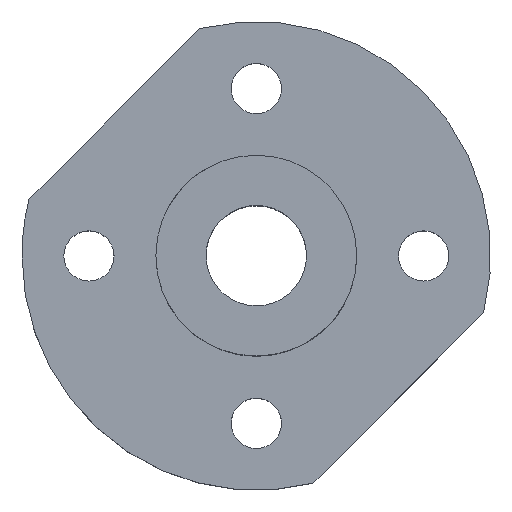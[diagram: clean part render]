
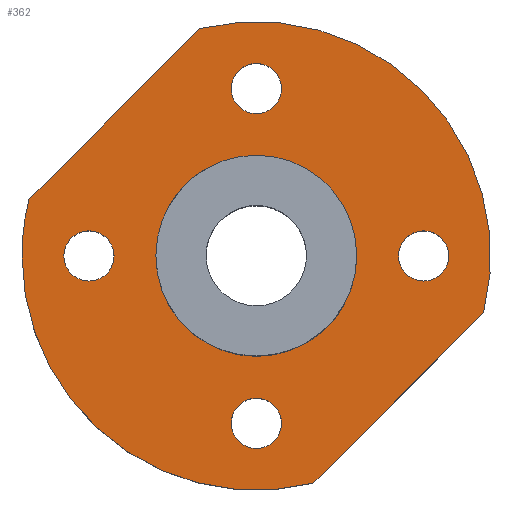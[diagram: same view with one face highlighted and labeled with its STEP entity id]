
A CAD part, top view. The second image highlights one B-rep face of the part: STEP entity #362.
In plain terms, the highlighted planar face has unit normal (0, 0, 1).
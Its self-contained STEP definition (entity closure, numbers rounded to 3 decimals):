
#11 = CARTESIAN_POINT ( 'NONE',  ( 0., -10., 6. ) ) ;
#18 = ORIENTED_EDGE ( 'NONE', *, *, #361, .T. ) ;
#26 = CARTESIAN_POINT ( 'NONE',  ( 13.584, -3.386, 6. ) ) ;
#32 = CARTESIAN_POINT ( 'NONE',  ( 6., 0., 6. ) ) ;
#36 = EDGE_LOOP ( 'NONE', ( #652, #468 ) ) ;
#60 = AXIS2_PLACEMENT_3D ( 'NONE', #527, #293, #142 ) ;
#76 = AXIS2_PLACEMENT_3D ( 'NONE', #180, #554, #401 ) ;
#86 = DIRECTION ( 'NONE',  ( 1., 0., 0. ) ) ;
#87 = ORIENTED_EDGE ( 'NONE', *, *, #388, .F. ) ;
#101 = VECTOR ( 'NONE', #594, 1000. ) ;
#103 = CARTESIAN_POINT ( 'NONE',  ( 0., 0., 6. ) ) ;
#108 = DIRECTION ( 'NONE',  ( 0., 0., 1. ) ) ;
#113 = ORIENTED_EDGE ( 'NONE', *, *, #373, .F. ) ;
#132 = CARTESIAN_POINT ( 'NONE',  ( 0., 10., 6. ) ) ;
#140 = CARTESIAN_POINT ( 'NONE',  ( 1.5, 10., 6. ) ) ;
#142 = DIRECTION ( 'NONE',  ( 0., 1., 0. ) ) ;
#150 = ORIENTED_EDGE ( 'NONE', *, *, #320, .F. ) ;
#161 = VERTEX_POINT ( 'NONE', #909 ) ;
#171 = EDGE_CURVE ( 'NONE', #1014, #316, #583, .T. ) ;
#180 = CARTESIAN_POINT ( 'NONE',  ( 0., 0., 6. ) ) ;
#183 = ORIENTED_EDGE ( 'NONE', *, *, #981, .F. ) ;
#187 = CARTESIAN_POINT ( 'NONE',  ( -6., 0., 6. ) ) ;
#195 = AXIS2_PLACEMENT_3D ( 'NONE', #290, #437, #208 ) ;
#206 = CARTESIAN_POINT ( 'NONE',  ( -1.5, -10., 6. ) ) ;
#208 = DIRECTION ( 'NONE',  ( -1., 0., 0. ) ) ;
#211 = CIRCLE ( 'NONE', #1013, 14. ) ;
#226 = DIRECTION ( 'NONE',  ( 0.707, 0.707, 0. ) ) ;
#239 = CIRCLE ( 'NONE', #456, 1.5 ) ;
#248 = VERTEX_POINT ( 'NONE', #140 ) ;
#266 = DIRECTION ( 'NONE',  ( 0., 0., 1. ) ) ;
#268 = AXIS2_PLACEMENT_3D ( 'NONE', #103, #558, #86 ) ;
#272 = CARTESIAN_POINT ( 'NONE',  ( -1.5, 10., 6. ) ) ;
#280 = CARTESIAN_POINT ( 'NONE',  ( 0., 0., 6. ) ) ;
#283 = CIRCLE ( 'NONE', #309, 6. ) ;
#284 = EDGE_CURVE ( 'NONE', #1001, #726, #394, .T. ) ;
#285 = DIRECTION ( 'NONE',  ( 0., -1., 0. ) ) ;
#290 = CARTESIAN_POINT ( 'NONE',  ( 0., -10., 6. ) ) ;
#292 = VECTOR ( 'NONE', #226, 1000. ) ;
#293 = DIRECTION ( 'NONE',  ( 0., 0., 1. ) ) ;
#309 = AXIS2_PLACEMENT_3D ( 'NONE', #940, #959, #425 ) ;
#316 = VERTEX_POINT ( 'NONE', #26 ) ;
#320 = EDGE_CURVE ( 'NONE', #952, #496, #660, .T. ) ;
#330 = DIRECTION ( 'NONE',  ( 0., 0., 1. ) ) ;
#333 = ORIENTED_EDGE ( 'NONE', *, *, #336, .F. ) ;
#336 = EDGE_CURVE ( 'NONE', #492, #248, #640, .T. ) ;
#337 = PLANE ( 'NONE',  #268 ) ;
#345 = CIRCLE ( 'NONE', #363, 1.5 ) ;
#347 = VERTEX_POINT ( 'NONE', #573 ) ;
#361 = EDGE_CURVE ( 'NONE', #974, #1014, #211, .T. ) ;
#362 = ADVANCED_FACE ( 'NONE', ( #964, #631, #578, #723, #888, #812 ), #337, .T. ) ;
#363 = AXIS2_PLACEMENT_3D ( 'NONE', #634, #939, #571 ) ;
#364 = DIRECTION ( 'NONE',  ( 0., 0., 1. ) ) ;
#373 = EDGE_CURVE ( 'NONE', #496, #952, #283, .T. ) ;
#380 = CARTESIAN_POINT ( 'NONE',  ( -14., 0., 6. ) ) ;
#388 = EDGE_CURVE ( 'NONE', #970, #961, #968, .T. ) ;
#394 = CIRCLE ( 'NONE', #736, 1.5 ) ;
#398 = EDGE_LOOP ( 'NONE', ( #778, #87 ) ) ;
#401 = DIRECTION ( 'NONE',  ( 1., 0., 0. ) ) ;
#411 = EDGE_LOOP ( 'NONE', ( #183, #333 ) ) ;
#413 = DIRECTION ( 'NONE',  ( 1., 0., 0. ) ) ;
#425 = DIRECTION ( 'NONE',  ( 1., 0., 0. ) ) ;
#430 = CARTESIAN_POINT ( 'NONE',  ( -3.386, 13.584, 6. ) ) ;
#437 = DIRECTION ( 'NONE',  ( 0., 0., 1. ) ) ;
#441 = CARTESIAN_POINT ( 'NONE',  ( -13.584, 3.386, 6. ) ) ;
#456 = AXIS2_PLACEMENT_3D ( 'NONE', #132, #685, #605 ) ;
#468 = ORIENTED_EDGE ( 'NONE', *, *, #539, .F. ) ;
#469 = AXIS2_PLACEMENT_3D ( 'NONE', #815, #364, #285 ) ;
#487 = EDGE_CURVE ( 'NONE', #961, #970, #885, .T. ) ;
#492 = VERTEX_POINT ( 'NONE', #272 ) ;
#494 = DIRECTION ( 'NONE',  ( 1., 0., 0. ) ) ;
#496 = VERTEX_POINT ( 'NONE', #187 ) ;
#497 = ORIENTED_EDGE ( 'NONE', *, *, #829, .F. ) ;
#505 = DIRECTION ( 'NONE',  ( 0., 0., 1. ) ) ;
#527 = CARTESIAN_POINT ( 'NONE',  ( -10., 0., 6. ) ) ;
#539 = EDGE_CURVE ( 'NONE', #161, #347, #595, .T. ) ;
#554 = DIRECTION ( 'NONE',  ( 0., 0., 1. ) ) ;
#558 = DIRECTION ( 'NONE',  ( 0., 0., 1. ) ) ;
#561 = ORIENTED_EDGE ( 'NONE', *, *, #171, .T. ) ;
#566 = CARTESIAN_POINT ( 'NONE',  ( 11.5, 0., 6. ) ) ;
#571 = DIRECTION ( 'NONE',  ( 0., 1., 0. ) ) ;
#573 = CARTESIAN_POINT ( 'NONE',  ( -8.5, 0., 6. ) ) ;
#575 = EDGE_LOOP ( 'NONE', ( #497, #993 ) ) ;
#577 = AXIS2_PLACEMENT_3D ( 'NONE', #11, #330, #976 ) ;
#578 = FACE_BOUND ( 'NONE', #575, .T. ) ;
#581 = CARTESIAN_POINT ( 'NONE',  ( 0., 0., 6. ) ) ;
#583 = LINE ( 'NONE', #899, #101 ) ;
#592 = DIRECTION ( 'NONE',  ( 1., 0., 0. ) ) ;
#594 = DIRECTION ( 'NONE',  ( 0.707, 0.707, 0. ) ) ;
#595 = CIRCLE ( 'NONE', #60, 1.5 ) ;
#605 = DIRECTION ( 'NONE',  ( 1., 0., 0. ) ) ;
#618 = DIRECTION ( 'NONE',  ( 0., 0., 1. ) ) ;
#627 = CARTESIAN_POINT ( 'NONE',  ( 10., 0., 6. ) ) ;
#631 = FACE_BOUND ( 'NONE', #398, .T. ) ;
#634 = CARTESIAN_POINT ( 'NONE',  ( -10., 0., 6. ) ) ;
#640 = CIRCLE ( 'NONE', #783, 1.5 ) ;
#643 = CARTESIAN_POINT ( 'NONE',  ( 0., 10., 6. ) ) ;
#650 = EDGE_CURVE ( 'NONE', #946, #877, #1007, .T. ) ;
#652 = ORIENTED_EDGE ( 'NONE', *, *, #722, .F. ) ;
#660 = CIRCLE ( 'NONE', #76, 6. ) ;
#672 = DIRECTION ( 'NONE',  ( 1., 0., 0. ) ) ;
#685 = DIRECTION ( 'NONE',  ( 0., 0., 1. ) ) ;
#711 = CIRCLE ( 'NONE', #469, 1.5 ) ;
#722 = EDGE_CURVE ( 'NONE', #347, #161, #345, .T. ) ;
#723 = FACE_BOUND ( 'NONE', #411, .T. ) ;
#726 = VERTEX_POINT ( 'NONE', #566 ) ;
#728 = DIRECTION ( 'NONE',  ( 0., 0., 1. ) ) ;
#736 = AXIS2_PLACEMENT_3D ( 'NONE', #627, #618, #1009 ) ;
#778 = ORIENTED_EDGE ( 'NONE', *, *, #487, .F. ) ;
#783 = AXIS2_PLACEMENT_3D ( 'NONE', #643, #728, #413 ) ;
#802 = CARTESIAN_POINT ( 'NONE',  ( 0., 0., 6. ) ) ;
#805 = ORIENTED_EDGE ( 'NONE', *, *, #836, .T. ) ;
#810 = EDGE_LOOP ( 'NONE', ( #814, #18, #561, #805, #960 ) ) ;
#812 = FACE_OUTER_BOUND ( 'NONE', #810, .T. ) ;
#814 = ORIENTED_EDGE ( 'NONE', *, *, #876, .T. ) ;
#815 = CARTESIAN_POINT ( 'NONE',  ( 10., 0., 6. ) ) ;
#829 = EDGE_CURVE ( 'NONE', #726, #1001, #711, .T. ) ;
#832 = CIRCLE ( 'NONE', #896, 14. ) ;
#836 = EDGE_CURVE ( 'NONE', #316, #877, #832, .T. ) ;
#850 = CARTESIAN_POINT ( 'NONE',  ( 1.5, -10., 6. ) ) ;
#858 = AXIS2_PLACEMENT_3D ( 'NONE', #280, #108, #592 ) ;
#859 = EDGE_LOOP ( 'NONE', ( #113, #150 ) ) ;
#876 = EDGE_CURVE ( 'NONE', #946, #974, #979, .T. ) ;
#877 = VERTEX_POINT ( 'NONE', #430 ) ;
#885 = CIRCLE ( 'NONE', #195, 1.5 ) ;
#888 = FACE_BOUND ( 'NONE', #859, .T. ) ;
#896 = AXIS2_PLACEMENT_3D ( 'NONE', #581, #505, #672 ) ;
#899 = CARTESIAN_POINT ( 'NONE',  ( 15.939, -1.032, 6. ) ) ;
#909 = CARTESIAN_POINT ( 'NONE',  ( -11.5, 0., 6. ) ) ;
#914 = CARTESIAN_POINT ( 'NONE',  ( 8.5, 0., 6. ) ) ;
#931 = CARTESIAN_POINT ( 'NONE',  ( -1.032, 15.939, 6. ) ) ;
#939 = DIRECTION ( 'NONE',  ( 0., 0., 1. ) ) ;
#940 = CARTESIAN_POINT ( 'NONE',  ( 0., 0., 6. ) ) ;
#946 = VERTEX_POINT ( 'NONE', #441 ) ;
#952 = VERTEX_POINT ( 'NONE', #32 ) ;
#959 = DIRECTION ( 'NONE',  ( 0., 0., 1. ) ) ;
#960 = ORIENTED_EDGE ( 'NONE', *, *, #650, .F. ) ;
#961 = VERTEX_POINT ( 'NONE', #850 ) ;
#964 = FACE_BOUND ( 'NONE', #36, .T. ) ;
#968 = CIRCLE ( 'NONE', #577, 1.5 ) ;
#970 = VERTEX_POINT ( 'NONE', #206 ) ;
#974 = VERTEX_POINT ( 'NONE', #380 ) ;
#976 = DIRECTION ( 'NONE',  ( -1., 0., 0. ) ) ;
#979 = CIRCLE ( 'NONE', #858, 14. ) ;
#981 = EDGE_CURVE ( 'NONE', #248, #492, #239, .T. ) ;
#993 = ORIENTED_EDGE ( 'NONE', *, *, #284, .F. ) ;
#994 = CARTESIAN_POINT ( 'NONE',  ( 3.386, -13.584, 6. ) ) ;
#1001 = VERTEX_POINT ( 'NONE', #914 ) ;
#1007 = LINE ( 'NONE', #931, #292 ) ;
#1009 = DIRECTION ( 'NONE',  ( 0., -1., 0. ) ) ;
#1013 = AXIS2_PLACEMENT_3D ( 'NONE', #802, #266, #494 ) ;
#1014 = VERTEX_POINT ( 'NONE', #994 ) ;
